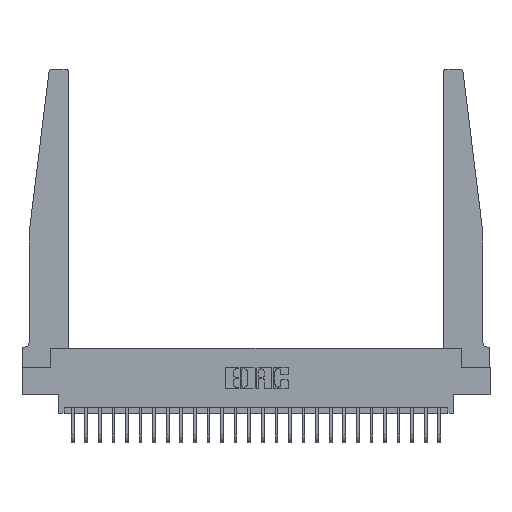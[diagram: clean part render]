
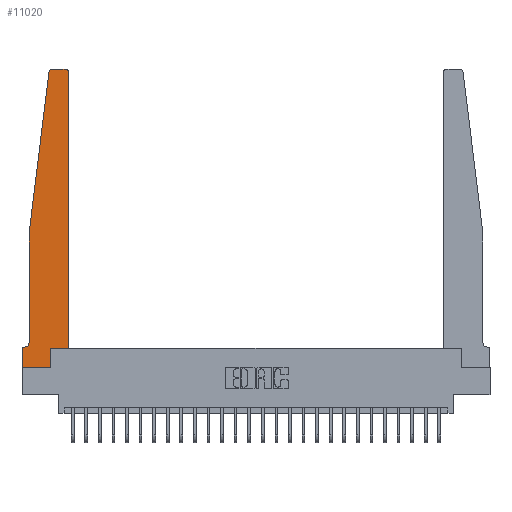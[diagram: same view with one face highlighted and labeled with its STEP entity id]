
A CAD part, top view. The second image highlights one B-rep face of the part: STEP entity #11020.
In plain terms, the highlighted planar face has unit normal (0, 0, 1).
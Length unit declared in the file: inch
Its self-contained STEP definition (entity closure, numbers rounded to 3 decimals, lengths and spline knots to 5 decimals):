
#19 = CARTESIAN_POINT ( 'NONE',  ( 0.395, 2.75, 0.37 ) ) ;
#100 = CIRCLE ( 'NONE', #17766, 0.03 ) ;
#153 = LINE ( 'NONE', #21671, #22370 ) ;
#414 = CARTESIAN_POINT ( 'NONE',  ( 0., 0., 0.37 ) ) ;
#612 = CIRCLE ( 'NONE', #9923, 0.05 ) ;
#639 = ORIENTED_EDGE ( 'NONE', *, *, #15105, .T. ) ;
#694 = CARTESIAN_POINT ( 'NONE',  ( 0.425, 0.18, 0.37 ) ) ;
#958 = CIRCLE ( 'NONE', #21253, 0.03 ) ;
#1183 = VECTOR ( 'NONE', #18960, 39.37008 ) ;
#1236 = EDGE_CURVE ( 'NONE', #18429, #9433, #612, .T. ) ;
#1581 = DIRECTION ( 'NONE',  ( 0., 0., 1. ) ) ;
#1600 = VECTOR ( 'NONE', #24220, 39.37008 ) ;
#1706 = CARTESIAN_POINT ( 'NONE',  ( 0.27653, 2.75, 0.37 ) ) ;
#1881 = VERTEX_POINT ( 'NONE', #1706 ) ;
#2209 = EDGE_CURVE ( 'NONE', #9433, #20911, #22791, .T. ) ;
#3401 = CARTESIAN_POINT ( 'NONE',  ( 0.065, 1.25, 0.37 ) ) ;
#3487 = EDGE_CURVE ( 'NONE', #8816, #10951, #12392, .T. ) ;
#3879 = CARTESIAN_POINT ( 'NONE',  ( 0.065, 0.1875, 0.37 ) ) ;
#4665 = DIRECTION ( 'NONE',  ( -1., 0., 0. ) ) ;
#4678 = CARTESIAN_POINT ( 'NONE',  ( 0., 0.1875, 0.37 ) ) ;
#5102 = ORIENTED_EDGE ( 'NONE', *, *, #1236, .T. ) ;
#6315 = CARTESIAN_POINT ( 'NONE',  ( 0., 0.1875, 0.37 ) ) ;
#6814 = CARTESIAN_POINT ( 'NONE',  ( 0.065, 0.2375, 0.37 ) ) ;
#6967 = CARTESIAN_POINT ( 'NONE',  ( 0., 0., 0.37 ) ) ;
#7450 = DIRECTION ( 'NONE',  ( 0., 0., -1. ) ) ;
#8271 = ORIENTED_EDGE ( 'NONE', *, *, #22245, .T. ) ;
#8386 = FACE_OUTER_BOUND ( 'NONE', #24278, .T. ) ;
#8554 = EDGE_CURVE ( 'NONE', #15692, #10131, #100, .T. ) ;
#8591 = AXIS2_PLACEMENT_3D ( 'NONE', #6315, #14732, #23124 ) ;
#8644 = CARTESIAN_POINT ( 'NONE',  ( 0.2605, 0.18, 0.37 ) ) ;
#8816 = VERTEX_POINT ( 'NONE', #16467 ) ;
#9009 = LINE ( 'NONE', #694, #17411 ) ;
#9181 = CARTESIAN_POINT ( 'NONE',  ( 0.25, 2.75, 0.37 ) ) ;
#9433 = VERTEX_POINT ( 'NONE', #17105 ) ;
#9519 = VECTOR ( 'NONE', #17370, 39.37008 ) ;
#9923 = AXIS2_PLACEMENT_3D ( 'NONE', #11156, #7450, #4665 ) ;
#10131 = VERTEX_POINT ( 'NONE', #19 ) ;
#10951 = VERTEX_POINT ( 'NONE', #8644 ) ;
#11016 = CARTESIAN_POINT ( 'NONE',  ( 0., 0., 0.37 ) ) ;
#11020 = ADVANCED_FACE ( 'NONE', ( #8386 ), #25211, .T. ) ;
#11098 = CARTESIAN_POINT ( 'NONE',  ( 0.27653, 2.72, 0.37 ) ) ;
#11156 = CARTESIAN_POINT ( 'NONE',  ( 0.015, 0.2375, 0.37 ) ) ;
#11570 = DIRECTION ( 'NONE',  ( 0., -1., 0. ) ) ;
#11722 = ORIENTED_EDGE ( 'NONE', *, *, #18094, .T. ) ;
#12191 = LINE ( 'NONE', #9181, #17901 ) ;
#12302 = EDGE_CURVE ( 'NONE', #13745, #12466, #20076, .T. ) ;
#12392 = LINE ( 'NONE', #21179, #21962 ) ;
#12466 = VERTEX_POINT ( 'NONE', #25873 ) ;
#13286 = DIRECTION ( 'NONE',  ( 1., 0., 0. ) ) ;
#13731 = CARTESIAN_POINT ( 'NONE',  ( 0.425, 2.72, 0.37 ) ) ;
#13745 = VERTEX_POINT ( 'NONE', #17362 ) ;
#14187 = EDGE_CURVE ( 'NONE', #25644, #8816, #17858, .T. ) ;
#14732 = DIRECTION ( 'NONE',  ( 0., 0., 1. ) ) ;
#14737 = DIRECTION ( 'NONE',  ( 0., 1., 0. ) ) ;
#14756 = ORIENTED_EDGE ( 'NONE', *, *, #14187, .T. ) ;
#15007 = DIRECTION ( 'NONE',  ( 0., 0., 1. ) ) ;
#15105 = EDGE_CURVE ( 'NONE', #20911, #25644, #25635, .T. ) ;
#15692 = VERTEX_POINT ( 'NONE', #13731 ) ;
#15706 = ORIENTED_EDGE ( 'NONE', *, *, #23504, .T. ) ;
#16467 = CARTESIAN_POINT ( 'NONE',  ( 0.2605, 0., 0.37 ) ) ;
#16588 = EDGE_CURVE ( 'NONE', #12466, #18429, #22311, .T. ) ;
#17105 = CARTESIAN_POINT ( 'NONE',  ( 0.015, 0.1875, 0.37 ) ) ;
#17339 = ORIENTED_EDGE ( 'NONE', *, *, #27170, .T. ) ;
#17345 = ORIENTED_EDGE ( 'NONE', *, *, #3487, .T. ) ;
#17362 = CARTESIAN_POINT ( 'NONE',  ( 0.24675, 2.72367, 0.37 ) ) ;
#17370 = DIRECTION ( 'NONE',  ( 0., -1., 0. ) ) ;
#17411 = VECTOR ( 'NONE', #25569, 39.37008 ) ;
#17583 = DIRECTION ( 'NONE',  ( 1., 0., 0. ) ) ;
#17766 = AXIS2_PLACEMENT_3D ( 'NONE', #22701, #1581, #18471 ) ;
#17769 = CARTESIAN_POINT ( 'NONE',  ( 0.065, 1.25, 0.37 ) ) ;
#17858 = LINE ( 'NONE', #6967, #26325 ) ;
#17901 = VECTOR ( 'NONE', #22510, 39.37008 ) ;
#18094 = EDGE_CURVE ( 'NONE', #1881, #13745, #958, .T. ) ;
#18429 = VERTEX_POINT ( 'NONE', #6814 ) ;
#18471 = DIRECTION ( 'NONE',  ( 1., 0., 0. ) ) ;
#18593 = VECTOR ( 'NONE', #11570, 39.37008 ) ;
#18767 = ORIENTED_EDGE ( 'NONE', *, *, #2209, .T. ) ;
#18960 = DIRECTION ( 'NONE',  ( -1., 0., 0. ) ) ;
#20076 = LINE ( 'NONE', #17769, #1600 ) ;
#20496 = CARTESIAN_POINT ( 'NONE',  ( 0.425, 0.18, 0.37 ) ) ;
#20674 = ORIENTED_EDGE ( 'NONE', *, *, #16588, .T. ) ;
#20911 = VERTEX_POINT ( 'NONE', #4678 ) ;
#21179 = CARTESIAN_POINT ( 'NONE',  ( 0.2605, 0.18, 0.37 ) ) ;
#21253 = AXIS2_PLACEMENT_3D ( 'NONE', #11098, #15007, #23250 ) ;
#21671 = CARTESIAN_POINT ( 'NONE',  ( 0.425, 0.18, 0.37 ) ) ;
#21962 = VECTOR ( 'NONE', #14737, 39.37008 ) ;
#22245 = EDGE_CURVE ( 'NONE', #26996, #15692, #9009, .T. ) ;
#22311 = LINE ( 'NONE', #3401, #18593 ) ;
#22370 = VECTOR ( 'NONE', #17583, 39.37008 ) ;
#22510 = DIRECTION ( 'NONE',  ( -1., 0., 0. ) ) ;
#22701 = CARTESIAN_POINT ( 'NONE',  ( 0.395, 2.72, 0.37 ) ) ;
#22791 = LINE ( 'NONE', #3879, #1183 ) ;
#23037 = ORIENTED_EDGE ( 'NONE', *, *, #8554, .T. ) ;
#23124 = DIRECTION ( 'NONE',  ( 1., 0., 0. ) ) ;
#23250 = DIRECTION ( 'NONE',  ( 1., 0., 0. ) ) ;
#23504 = EDGE_CURVE ( 'NONE', #10951, #26996, #153, .T. ) ;
#24220 = DIRECTION ( 'NONE',  ( -0.122, -0.992, 0. ) ) ;
#24278 = EDGE_LOOP ( 'NONE', ( #17339, #11722, #24392, #20674, #5102, #18767, #639, #14756, #17345, #15706, #8271, #23037 ) ) ;
#24392 = ORIENTED_EDGE ( 'NONE', *, *, #12302, .T. ) ;
#25211 = PLANE ( 'NONE',  #8591 ) ;
#25569 = DIRECTION ( 'NONE',  ( 0., 1., 0. ) ) ;
#25635 = LINE ( 'NONE', #11016, #9519 ) ;
#25644 = VERTEX_POINT ( 'NONE', #414 ) ;
#25873 = CARTESIAN_POINT ( 'NONE',  ( 0.065, 1.25, 0.37 ) ) ;
#26325 = VECTOR ( 'NONE', #13286, 39.37008 ) ;
#26996 = VERTEX_POINT ( 'NONE', #20496 ) ;
#27170 = EDGE_CURVE ( 'NONE', #10131, #1881, #12191, .T. ) ;
